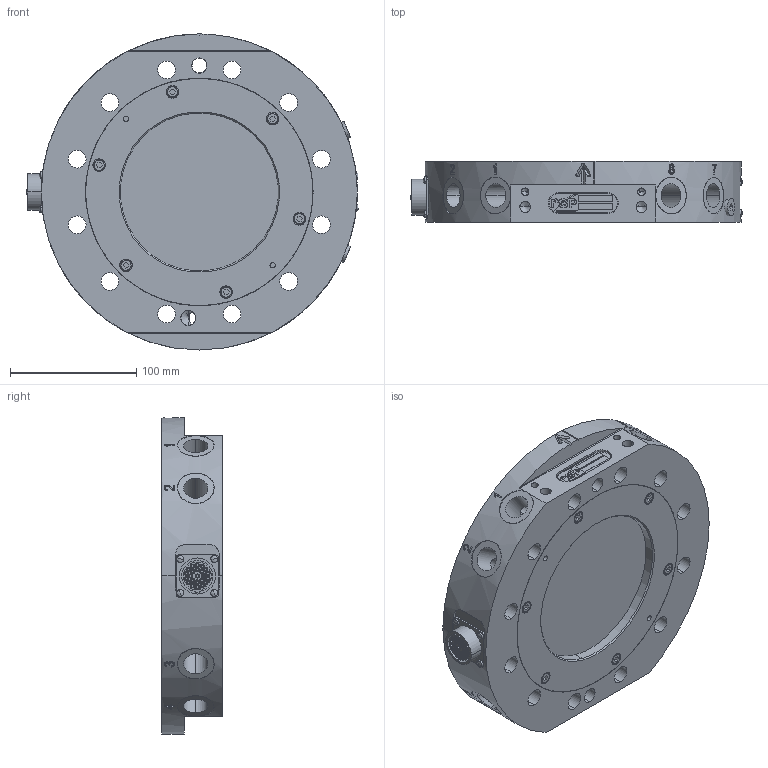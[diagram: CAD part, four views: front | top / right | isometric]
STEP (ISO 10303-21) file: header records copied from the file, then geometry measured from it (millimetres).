
FILE_DESCRIPTION (( 'STEP AP203' ), '1' );
FILE_NAME ('P0704A.STEP', '2018-11-29T15:16:49', ( 'rsp' ), ( 'Hewlett-Packard Company' ), 'SwSTEP 2.0', 'SolidWorks 2017', '' );
FILE_SCHEMA (( 'CONFIG_CONTROL_DESIGN' ));
Products named in the file (1): P0704A
Bounding box: 262.62 x 48 x 250 mm (x, y, z)
Volume: 1427174.6 mm3; surface area: 364733.8 mm2
Topology: 69 solids, 71 shells, 1896 faces, 4435 edges, 2809 vertices
Faces by surface type: cylinder 679, plane 655, cone 300, bspline 210, torus 44, sphere 8
Entity records: 66033 total; most frequent: CARTESIAN_POINT 22811, DIRECTION 8874, ORIENTED_EDGE 8714, EDGE_CURVE 4357, AXIS2_PLACEMENT_3D 3357, VERTEX_POINT 2809, EDGE_LOOP 2302, VECTOR 2160
